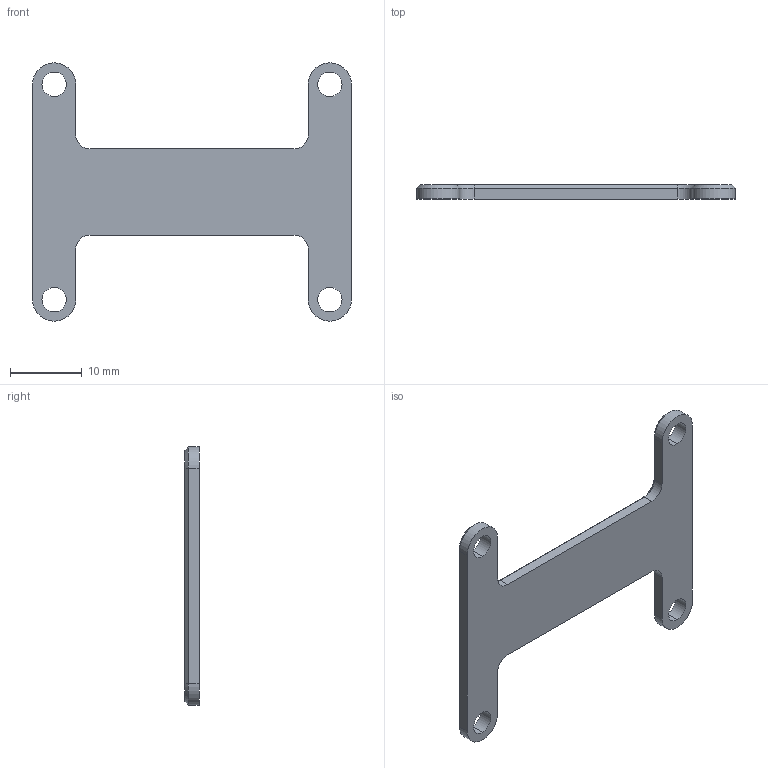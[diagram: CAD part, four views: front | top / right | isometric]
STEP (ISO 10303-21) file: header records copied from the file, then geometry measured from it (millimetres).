
FILE_DESCRIPTION (( 'STEP AP214' ), '1' );
FILE_NAME ('FCMountingBracket.STEP', '2025-10-13T03:08:48', ( '' ), ( '' ), 'SwSTEP 2.0', 'SolidWorks 2025', '' );
FILE_SCHEMA (( 'AUTOMOTIVE_DESIGN' ));
Length unit declared in the file: millimetre
Products named in the file (1): FCMountingBracket
Bounding box: 44.4 x 2 x 36 mm (x, y, z)
Volume: 1520.7 mm3; surface area: 1963.1 mm2
Topology: 1 solids, 1 shells, 148 faces, 384 edges, 250 vertices
Faces by surface type: plane 61, bspline 59, cylinder 18, cone 10
Entity records: 7951 total; most frequent: CARTESIAN_POINT 4658, ORIENTED_EDGE 768, DIRECTION 492, EDGE_CURVE 384, VERTEX_POINT 250, VECTOR 220, LINE 220, EDGE_LOOP 168
